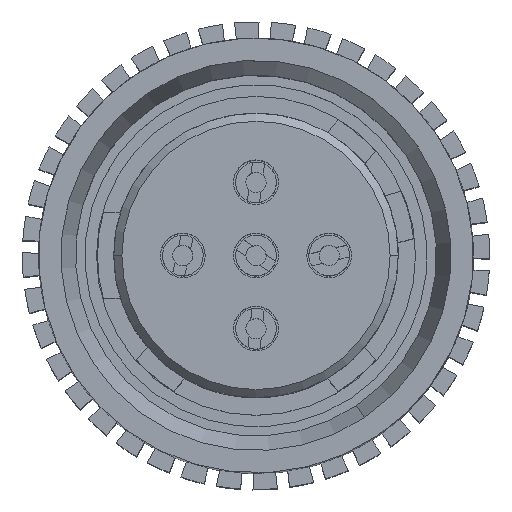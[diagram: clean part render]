
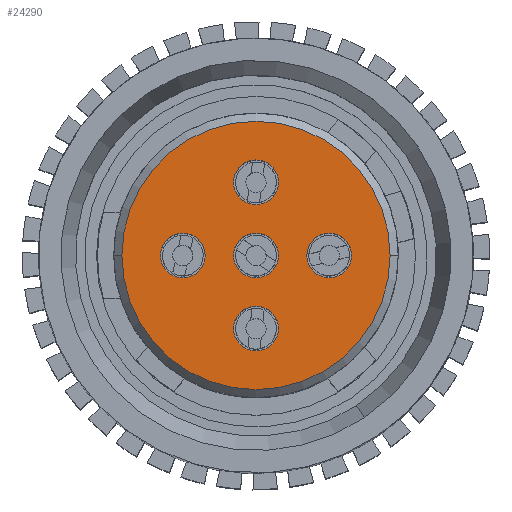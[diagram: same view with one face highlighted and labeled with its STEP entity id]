
A CAD part, top view. The second image highlights one B-rep face of the part: STEP entity #24290.
In plain terms, the highlighted planar face has unit normal (0, 0, 1).
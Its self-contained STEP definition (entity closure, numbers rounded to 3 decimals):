
#317 = DIRECTION ( 'NONE',  ( 0., 0., -1. ) ) ;
#1252 = DIRECTION ( 'NONE',  ( 0., 0., -1. ) ) ;
#1956 = CARTESIAN_POINT ( 'NONE',  ( -1.8, 0.55, 0. ) ) ;
#2486 = DIRECTION ( 'NONE',  ( 0., 0., -1. ) ) ;
#3016 = DIRECTION ( 'NONE',  ( 0., -1., 0. ) ) ;
#3220 = ORIENTED_EDGE ( 'NONE', *, *, #14997, .T. ) ;
#4353 = CARTESIAN_POINT ( 'NONE',  ( 0., -2.35, 0. ) ) ;
#4427 = AXIS2_PLACEMENT_3D ( 'NONE', #49577, #317, #4607 ) ;
#4607 = DIRECTION ( 'NONE',  ( 0., -1., 0. ) ) ;
#5343 = CARTESIAN_POINT ( 'NONE',  ( 1.8, -0.55, 0. ) ) ;
#5975 = VERTEX_POINT ( 'NONE', #10604 ) ;
#5978 = DIRECTION ( 'NONE',  ( -1., 0., 0. ) ) ;
#6075 = FACE_BOUND ( 'NONE', #28079, .T. ) ;
#6111 = CARTESIAN_POINT ( 'NONE',  ( 0., -1.25, 0. ) ) ;
#6606 = CIRCLE ( 'NONE', #9183, 0.55 ) ;
#6649 = VERTEX_POINT ( 'NONE', #41829 ) ;
#8625 = CARTESIAN_POINT ( 'NONE',  ( 1.8, 0., 0. ) ) ;
#9183 = AXIS2_PLACEMENT_3D ( 'NONE', #39658, #33149, #28855 ) ;
#9419 = VERTEX_POINT ( 'NONE', #31293 ) ;
#9574 = EDGE_CURVE ( 'NONE', #6649, #5975, #28532, .T. ) ;
#10164 = EDGE_CURVE ( 'NONE', #21442, #9419, #25175, .T. ) ;
#10598 = CARTESIAN_POINT ( 'NONE',  ( 0., 1.25, 0. ) ) ;
#10604 = CARTESIAN_POINT ( 'NONE',  ( 0., -0.55, 0. ) ) ;
#10611 = VERTEX_POINT ( 'NONE', #6111 ) ;
#10926 = VERTEX_POINT ( 'NONE', #14899 ) ;
#11305 = CARTESIAN_POINT ( 'NONE',  ( 0., -1.8, 0. ) ) ;
#11570 = CARTESIAN_POINT ( 'NONE',  ( 0., 2.35, 0. ) ) ;
#11697 = VERTEX_POINT ( 'NONE', #4353 ) ;
#12162 = CARTESIAN_POINT ( 'NONE',  ( 0., 0., 0. ) ) ;
#12360 = EDGE_CURVE ( 'NONE', #11697, #10611, #48324, .T. ) ;
#13286 = AXIS2_PLACEMENT_3D ( 'NONE', #50827, #27489, #43822 ) ;
#13441 = DIRECTION ( 'NONE',  ( 0., -1., 0. ) ) ;
#13597 = EDGE_CURVE ( 'NONE', #10611, #11697, #28368, .T. ) ;
#13706 = EDGE_CURVE ( 'NONE', #10926, #19983, #43757, .T. ) ;
#13856 = CARTESIAN_POINT ( 'NONE',  ( 0., 0., 0. ) ) ;
#13960 = CARTESIAN_POINT ( 'NONE',  ( 1.8, 0., 0. ) ) ;
#14640 = ORIENTED_EDGE ( 'NONE', *, *, #34108, .T. ) ;
#14899 = CARTESIAN_POINT ( 'NONE',  ( -1.8, -0.55, 0. ) ) ;
#14997 = EDGE_CURVE ( 'NONE', #23138, #37824, #50612, .T. ) ;
#16532 = DIRECTION ( 'NONE',  ( 0., -1., 0. ) ) ;
#16896 = AXIS2_PLACEMENT_3D ( 'NONE', #12162, #44845, #51336 ) ;
#19212 = FACE_BOUND ( 'NONE', #52077, .T. ) ;
#19872 = AXIS2_PLACEMENT_3D ( 'NONE', #13960, #30812, #43387 ) ;
#19887 = CARTESIAN_POINT ( 'NONE',  ( 3.3, 0., 0. ) ) ;
#19983 = VERTEX_POINT ( 'NONE', #1956 ) ;
#20339 = DIRECTION ( 'NONE',  ( 0., 0., -1. ) ) ;
#20591 = CIRCLE ( 'NONE', #27424, 0.55 ) ;
#21442 = VERTEX_POINT ( 'NONE', #19887 ) ;
#22712 = FACE_BOUND ( 'NONE', #45293, .T. ) ;
#23138 = VERTEX_POINT ( 'NONE', #38823 ) ;
#23387 = CIRCLE ( 'NONE', #25951, 0.55 ) ;
#23732 = EDGE_CURVE ( 'NONE', #23987, #35529, #31218, .T. ) ;
#23987 = VERTEX_POINT ( 'NONE', #11570 ) ;
#24086 = EDGE_CURVE ( 'NONE', #5975, #6649, #26971, .T. ) ;
#24290 = ADVANCED_FACE ( 'NONE', ( #39034, #19212, #22712, #51866, #6075, #51326 ), #47826, .F. ) ;
#24492 = DIRECTION ( 'NONE',  ( 0., -1., 0. ) ) ;
#24680 = DIRECTION ( 'NONE',  ( 0., 0., -1. ) ) ;
#25175 = CIRCLE ( 'NONE', #32020, 3.3 ) ;
#25288 = DIRECTION ( 'NONE',  ( 0., 0., -1. ) ) ;
#25951 = AXIS2_PLACEMENT_3D ( 'NONE', #8625, #50143, #13441 ) ;
#26074 = EDGE_CURVE ( 'NONE', #9419, #21442, #39981, .T. ) ;
#26141 = AXIS2_PLACEMENT_3D ( 'NONE', #13856, #24680, #40993 ) ;
#26971 = CIRCLE ( 'NONE', #26141, 0.55 ) ;
#27424 = AXIS2_PLACEMENT_3D ( 'NONE', #39958, #31401, #3016 ) ;
#27489 = DIRECTION ( 'NONE',  ( 0., 0., -1. ) ) ;
#27807 = EDGE_LOOP ( 'NONE', ( #46638, #29909 ) ) ;
#28079 = EDGE_LOOP ( 'NONE', ( #14640, #3220 ) ) ;
#28368 = CIRCLE ( 'NONE', #51444, 0.55 ) ;
#28532 = CIRCLE ( 'NONE', #41338, 0.55 ) ;
#28855 = DIRECTION ( 'NONE',  ( 0., -1., 0. ) ) ;
#29909 = ORIENTED_EDGE ( 'NONE', *, *, #13597, .T. ) ;
#30611 = ORIENTED_EDGE ( 'NONE', *, *, #9574, .T. ) ;
#30812 = DIRECTION ( 'NONE',  ( 0., 0., -1. ) ) ;
#31206 = AXIS2_PLACEMENT_3D ( 'NONE', #52484, #20339, #48459 ) ;
#31218 = CIRCLE ( 'NONE', #42338, 0.55 ) ;
#31246 = EDGE_LOOP ( 'NONE', ( #37186, #36929 ) ) ;
#31249 = ORIENTED_EDGE ( 'NONE', *, *, #24086, .T. ) ;
#31293 = CARTESIAN_POINT ( 'NONE',  ( -3.3, 0., 0. ) ) ;
#31401 = DIRECTION ( 'NONE',  ( 0., 0., -1. ) ) ;
#31975 = EDGE_CURVE ( 'NONE', #35529, #23987, #20591, .T. ) ;
#32020 = AXIS2_PLACEMENT_3D ( 'NONE', #42931, #2486, #5978 ) ;
#33149 = DIRECTION ( 'NONE',  ( 0., 0., -1. ) ) ;
#33301 = CARTESIAN_POINT ( 'NONE',  ( 0., 1.8, 0. ) ) ;
#34108 = EDGE_CURVE ( 'NONE', #37824, #23138, #23387, .T. ) ;
#34969 = EDGE_LOOP ( 'NONE', ( #42415, #41848 ) ) ;
#35529 = VERTEX_POINT ( 'NONE', #10598 ) ;
#35534 = ORIENTED_EDGE ( 'NONE', *, *, #13706, .T. ) ;
#36096 = CARTESIAN_POINT ( 'NONE',  ( 0., 0., 0. ) ) ;
#36370 = EDGE_CURVE ( 'NONE', #19983, #10926, #6606, .T. ) ;
#36929 = ORIENTED_EDGE ( 'NONE', *, *, #10164, .F. ) ;
#37159 = ORIENTED_EDGE ( 'NONE', *, *, #36370, .T. ) ;
#37186 = ORIENTED_EDGE ( 'NONE', *, *, #26074, .F. ) ;
#37824 = VERTEX_POINT ( 'NONE', #5343 ) ;
#38823 = CARTESIAN_POINT ( 'NONE',  ( 1.8, 0.55, 0. ) ) ;
#39034 = FACE_BOUND ( 'NONE', #34969, .T. ) ;
#39658 = CARTESIAN_POINT ( 'NONE',  ( -1.8, 0., 0. ) ) ;
#39958 = CARTESIAN_POINT ( 'NONE',  ( 0., 1.8, 0. ) ) ;
#39981 = CIRCLE ( 'NONE', #16896, 3.3 ) ;
#40993 = DIRECTION ( 'NONE',  ( 0., -1., 0. ) ) ;
#41338 = AXIS2_PLACEMENT_3D ( 'NONE', #36096, #1252, #16532 ) ;
#41829 = CARTESIAN_POINT ( 'NONE',  ( 0., 0.55, 0. ) ) ;
#41848 = ORIENTED_EDGE ( 'NONE', *, *, #23732, .T. ) ;
#42338 = AXIS2_PLACEMENT_3D ( 'NONE', #33301, #25288, #24492 ) ;
#42415 = ORIENTED_EDGE ( 'NONE', *, *, #31975, .T. ) ;
#42931 = CARTESIAN_POINT ( 'NONE',  ( 0., 0., 0. ) ) ;
#43387 = DIRECTION ( 'NONE',  ( 0., -1., 0. ) ) ;
#43757 = CIRCLE ( 'NONE', #4427, 0.55 ) ;
#43822 = DIRECTION ( 'NONE',  ( 0., -1., 0. ) ) ;
#44789 = DIRECTION ( 'NONE',  ( 0., 0., -1. ) ) ;
#44845 = DIRECTION ( 'NONE',  ( 0., 0., -1. ) ) ;
#45293 = EDGE_LOOP ( 'NONE', ( #35534, #37159 ) ) ;
#46638 = ORIENTED_EDGE ( 'NONE', *, *, #12360, .T. ) ;
#47826 = PLANE ( 'NONE',  #13286 ) ;
#48324 = CIRCLE ( 'NONE', #31206, 0.55 ) ;
#48459 = DIRECTION ( 'NONE',  ( 0., -1., 0. ) ) ;
#49577 = CARTESIAN_POINT ( 'NONE',  ( -1.8, 0., 0. ) ) ;
#50143 = DIRECTION ( 'NONE',  ( 0., 0., -1. ) ) ;
#50612 = CIRCLE ( 'NONE', #19872, 0.55 ) ;
#50827 = CARTESIAN_POINT ( 'NONE',  ( 0., 0., 0. ) ) ;
#51326 = FACE_OUTER_BOUND ( 'NONE', #31246, .T. ) ;
#51336 = DIRECTION ( 'NONE',  ( -1., 0., 0. ) ) ;
#51444 = AXIS2_PLACEMENT_3D ( 'NONE', #11305, #44789, #52558 ) ;
#51866 = FACE_BOUND ( 'NONE', #27807, .T. ) ;
#52077 = EDGE_LOOP ( 'NONE', ( #31249, #30611 ) ) ;
#52484 = CARTESIAN_POINT ( 'NONE',  ( 0., -1.8, 0. ) ) ;
#52558 = DIRECTION ( 'NONE',  ( 0., -1., 0. ) ) ;
